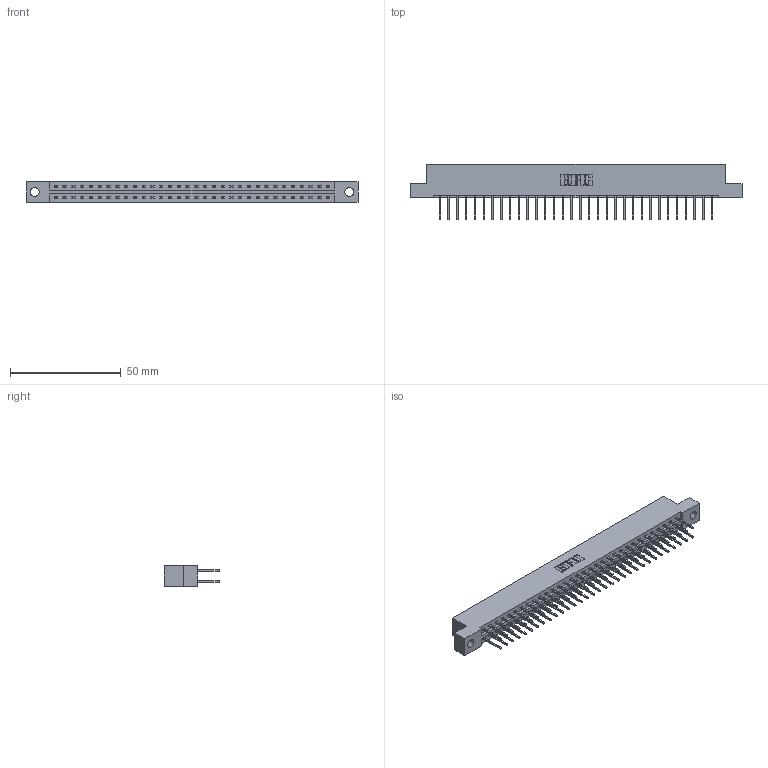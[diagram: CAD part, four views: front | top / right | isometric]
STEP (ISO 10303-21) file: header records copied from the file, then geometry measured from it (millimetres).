
FILE_DESCRIPTION (( 'STEP AP203' ), '1' );
FILE_NAME ('387-064-523-204.STEP', '2019-10-19T16:20:52', ( '' ), ( '' ), 'SwSTEP 2.0', 'SolidWorks 2016', '' );
FILE_SCHEMA (( 'CONFIG_CONTROL_DESIGN' ));
Length unit declared in the file: inch
Products named in the file (3): 337 Part_Flush Mounting Lugs - 0.156 Dia-TH; 345-292-001_345-293-123; 387-064-523-204
Assembly tree (65 placements, depth 2):
  387-064-523-204
    337 Part_Flush Mounting Lugs - 0.156 Dia-TH
    345-292-001_345-293-123  x64
Bounding box: 149.81 x 25.15 x 9.4 mm (x, y, z)
Volume: 15698.3 mm3; surface area: 18070.6 mm2
Topology: 65 solids, 65 shells, 3570 faces, 10615 edges, 6990 vertices
Faces by surface type: plane 2502, cylinder 1068
Entity records: 26125 total; most frequent: CARTESIAN_POINT 4410, ORIENTED_EDGE 4346, DIRECTION 3769, EDGE_CURVE 2173, VECTOR 2045, LINE 2045, VERTEX_POINT 1446, AXIS2_PLACEMENT_3D 862
